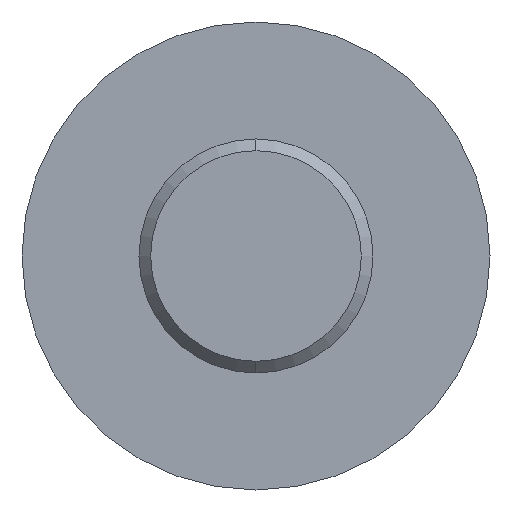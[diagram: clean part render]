
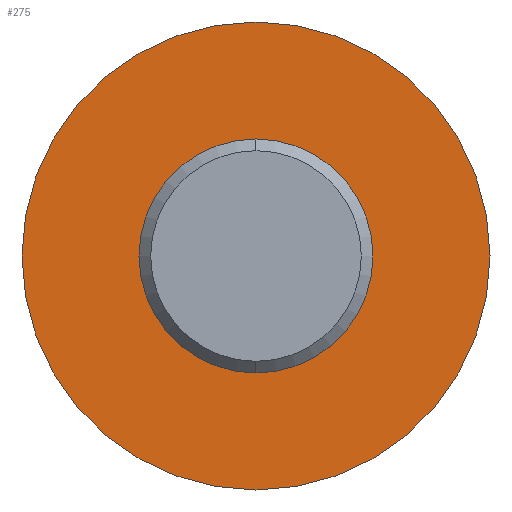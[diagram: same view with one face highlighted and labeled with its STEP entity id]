
A CAD part, left-side view. The second image highlights one B-rep face of the part: STEP entity #275.
In plain terms, the highlighted planar face has unit normal (-1, 0, 0).
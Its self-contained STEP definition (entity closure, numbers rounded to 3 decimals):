
#13 = VERTEX_POINT ( 'NONE', #571 ) ;
#38 = DIRECTION ( 'NONE',  ( 1., 0., 0. ) ) ;
#74 = EDGE_LOOP ( 'NONE', ( #168, #484 ) ) ;
#94 = CARTESIAN_POINT ( 'NONE',  ( 40., 0., 20. ) ) ;
#127 = CIRCLE ( 'NONE', #226, 10. ) ;
#139 = ORIENTED_EDGE ( 'NONE', *, *, #443, .F. ) ;
#158 = VERTEX_POINT ( 'NONE', #500 ) ;
#168 = ORIENTED_EDGE ( 'NONE', *, *, #449, .T. ) ;
#172 = FACE_BOUND ( 'NONE', #74, .T. ) ;
#183 = DIRECTION ( 'NONE',  ( 0., 0., -1. ) ) ;
#220 = VERTEX_POINT ( 'NONE', #362 ) ;
#226 = AXIS2_PLACEMENT_3D ( 'NONE', #327, #242, #599 ) ;
#228 = DIRECTION ( 'NONE',  ( 1., 0., 0. ) ) ;
#231 = DIRECTION ( 'NONE',  ( 1., 0., 0. ) ) ;
#236 = CIRCLE ( 'NONE', #263, 20. ) ;
#242 = DIRECTION ( 'NONE',  ( 1., 0., 0. ) ) ;
#263 = AXIS2_PLACEMENT_3D ( 'NONE', #475, #231, #423 ) ;
#275 = ADVANCED_FACE ( 'NONE', ( #172, #358 ), #314, .F. ) ;
#291 = AXIS2_PLACEMENT_3D ( 'NONE', #533, #489, #589 ) ;
#314 = PLANE ( 'NONE',  #535 ) ;
#322 = VERTEX_POINT ( 'NONE', #94 ) ;
#327 = CARTESIAN_POINT ( 'NONE',  ( 40., 0., 0. ) ) ;
#341 = CIRCLE ( 'NONE', #291, 10. ) ;
#358 = FACE_OUTER_BOUND ( 'NONE', #463, .T. ) ;
#362 = CARTESIAN_POINT ( 'NONE',  ( 40., 0., 10. ) ) ;
#365 = ORIENTED_EDGE ( 'NONE', *, *, #438, .F. ) ;
#372 = AXIS2_PLACEMENT_3D ( 'NONE', #638, #38, #183 ) ;
#418 = DIRECTION ( 'NONE',  ( 0., 0., -1. ) ) ;
#423 = DIRECTION ( 'NONE',  ( 0., 0., -1. ) ) ;
#438 = EDGE_CURVE ( 'NONE', #322, #158, #236, .T. ) ;
#443 = EDGE_CURVE ( 'NONE', #158, #322, #633, .T. ) ;
#449 = EDGE_CURVE ( 'NONE', #220, #13, #341, .T. ) ;
#463 = EDGE_LOOP ( 'NONE', ( #365, #139 ) ) ;
#475 = CARTESIAN_POINT ( 'NONE',  ( 40., 0., 0. ) ) ;
#484 = ORIENTED_EDGE ( 'NONE', *, *, #587, .T. ) ;
#489 = DIRECTION ( 'NONE',  ( 1., 0., 0. ) ) ;
#500 = CARTESIAN_POINT ( 'NONE',  ( 40., 0., -20. ) ) ;
#533 = CARTESIAN_POINT ( 'NONE',  ( 40., 0., 0. ) ) ;
#535 = AXIS2_PLACEMENT_3D ( 'NONE', #559, #228, #418 ) ;
#559 = CARTESIAN_POINT ( 'NONE',  ( 40., 0., 0. ) ) ;
#571 = CARTESIAN_POINT ( 'NONE',  ( 40., 0., -10. ) ) ;
#587 = EDGE_CURVE ( 'NONE', #13, #220, #127, .T. ) ;
#589 = DIRECTION ( 'NONE',  ( 0., 0., -1. ) ) ;
#599 = DIRECTION ( 'NONE',  ( 0., 0., -1. ) ) ;
#633 = CIRCLE ( 'NONE', #372, 20. ) ;
#638 = CARTESIAN_POINT ( 'NONE',  ( 40., 0., 0. ) ) ;
